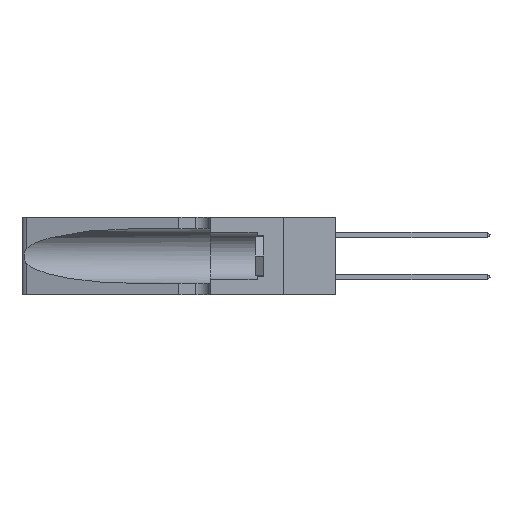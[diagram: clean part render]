
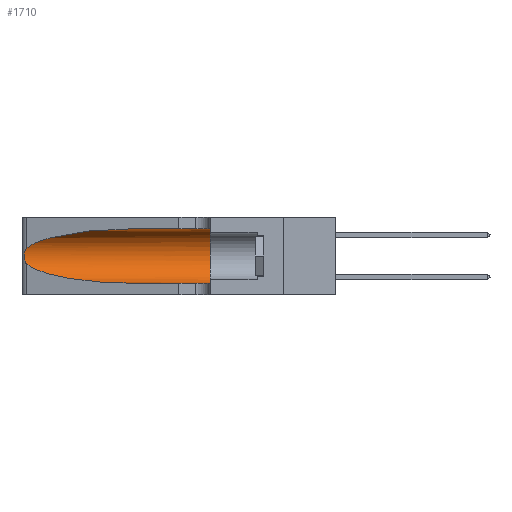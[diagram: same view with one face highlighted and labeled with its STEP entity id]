
A CAD part, left-side view. The second image highlights one B-rep face of the part: STEP entity #1710.
In plain terms, the highlighted cylindrical face has radius 3.308 mm (diameter 6.617 mm), a partial arc.
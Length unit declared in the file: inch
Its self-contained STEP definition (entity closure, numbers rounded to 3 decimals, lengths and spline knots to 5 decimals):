
#111 = VERTEX_POINT ( 'NONE', #1375 ) ;
#617 = LINE ( 'NONE', #7415, #34982 ) ;
#1106 = EDGE_CURVE ( 'NONE', #111, #5162, #20842, .T. ) ;
#1375 = CARTESIAN_POINT ( 'NONE',  ( 0.1305, 0.35, 0.31525 ) ) ;
#1591 = CARTESIAN_POINT ( 'NONE',  ( 0.25487, 1.22718, 0.14631 ) ) ;
#1710 = ADVANCED_FACE ( 'NONE', ( #2784 ), #1900, .F. ) ;
#1900 = CYLINDRICAL_SURFACE ( 'NONE', #7283, 0.13025 ) ;
#2293 = VECTOR ( 'NONE', #11657, 39.37008 ) ;
#2759 = DIRECTION ( 'NONE',  ( 0., 0., -1. ) ) ;
#2784 = FACE_OUTER_BOUND ( 'NONE', #14300, .T. ) ;
#3471 = ORIENTED_EDGE ( 'NONE', *, *, #12390, .F. ) ;
#4317 = CARTESIAN_POINT ( 'NONE',  ( 0.25639, 1.23184, 0.21858 ) ) ;
#4428 = ORIENTED_EDGE ( 'NONE', *, *, #1106, .F. ) ;
#5129 = ORIENTED_EDGE ( 'NONE', *, *, #22258, .T. ) ;
#5162 = VERTEX_POINT ( 'NONE', #13625 ) ;
#6170 = EDGE_CURVE ( 'NONE', #23692, #5162, #16945, .T. ) ;
#7116 = CARTESIAN_POINT ( 'NONE',  ( 0.25854, 1.2359, 0.20912 ) ) ;
#7283 = AXIS2_PLACEMENT_3D ( 'NONE', #34694, #19207, #2759 ) ;
#7415 = CARTESIAN_POINT ( 'NONE',  ( 0.1305, 1.61858, 0.31525 ) ) ;
#7491 = CARTESIAN_POINT ( 'NONE',  ( 0.25487, 1.22718, 0.14631 ) ) ;
#8372 = CARTESIAN_POINT ( 'NONE',  ( 0.25487, 1.22718, 0.22369 ) ) ;
#9804 = CARTESIAN_POINT ( 'NONE',  ( 0.25555, 1.22994, 0.2215 ) ) ;
#9931 = CARTESIAN_POINT ( 'NONE',  ( 0.26075, 1.23896, 0.19203 ) ) ;
#10304 = CARTESIAN_POINT ( 'NONE',  ( 0.1305, 0.72297, 0.05475 ) ) ;
#11097 = CARTESIAN_POINT ( 'NONE',  ( 0.1305, 0.35, 0.185 ) ) ;
#11657 = DIRECTION ( 'NONE',  ( 0., -1., 0. ) ) ;
#12355 = EDGE_CURVE ( 'NONE', #29270, #24693, #23160, .T. ) ;
#12390 = EDGE_CURVE ( 'NONE', #29270, #111, #617, .T. ) ;
#12657 = CARTESIAN_POINT ( 'NONE',  ( 0.26017, 1.23833, 0.17102 ) ) ;
#12837 = CARTESIAN_POINT ( 'NONE',  ( 0.25487, 1.22718, 0.22369 ) ) ;
#12909 = CARTESIAN_POINT ( 'NONE',  ( 0.2373, 1.15595, 0.08982 ) ) ;
#13625 = CARTESIAN_POINT ( 'NONE',  ( 0.1305, 0.35, 0.05475 ) ) ;
#13796 = DIRECTION ( 'NONE',  ( 0., 0., 1. ) ) ;
#14300 = EDGE_LOOP ( 'NONE', ( #30360, #27027, #5129, #26455, #4428, #3471 ) ) ;
#14303 =( BOUNDED_CURVE ( )  B_SPLINE_CURVE ( 3, ( #7491, #12909, #26295, #10304 ),
 .UNSPECIFIED., .F., .T. ) 
 B_SPLINE_CURVE_WITH_KNOTS ( ( 4, 4 ),
 ( 3.44316, 4.71239 ),
 .UNSPECIFIED. ) 
 CURVE ( )  GEOMETRIC_REPRESENTATION_ITEM ( )  RATIONAL_B_SPLINE_CURVE ( ( 1., 0.87, 0.87, 1. ) ) 
 REPRESENTATION_ITEM ( '' )  );
#15351 = CARTESIAN_POINT ( 'NONE',  ( 0.25789, 1.23486, 0.15765 ) ) ;
#16945 = LINE ( 'NONE', #27751, #2293 ) ;
#18084 = CARTESIAN_POINT ( 'NONE',  ( 0.25555, 1.22993, 0.14849 ) ) ;
#18153 = CARTESIAN_POINT ( 'NONE',  ( 0.2373, 1.15595, 0.28018 ) ) ;
#19207 = DIRECTION ( 'NONE',  ( 0., -1., 0. ) ) ;
#20842 = CIRCLE ( 'NONE', #21376, 0.13025 ) ;
#20966 = DIRECTION ( 'NONE',  ( 0., -1., 0. ) ) ;
#21376 = AXIS2_PLACEMENT_3D ( 'NONE', #11097, #29854, #13796 ) ;
#22258 = EDGE_CURVE ( 'NONE', #34545, #23692, #14303, .T. ) ;
#22857 = CARTESIAN_POINT ( 'NONE',  ( 0.1305, 0.72297, 0.31525 ) ) ;
#23160 =( BOUNDED_CURVE ( )  B_SPLINE_CURVE ( 3, ( #28898, #23541, #18153, #12837 ),
 .UNSPECIFIED., .F., .T. ) 
 B_SPLINE_CURVE_WITH_KNOTS ( ( 4, 4 ),
 ( 1.5708, 2.84003 ),
 .UNSPECIFIED. ) 
 CURVE ( )  GEOMETRIC_REPRESENTATION_ITEM ( )  RATIONAL_B_SPLINE_CURVE ( ( 1., 0.87, 0.87, 1. ) ) 
 REPRESENTATION_ITEM ( '' )  );
#23361 = CARTESIAN_POINT ( 'NONE',  ( 0.25787, 1.23484, 0.2124 ) ) ;
#23541 = CARTESIAN_POINT ( 'NONE',  ( 0.18966, 0.96281, 0.31525 ) ) ;
#23692 = VERTEX_POINT ( 'NONE', #32119 ) ;
#24693 = VERTEX_POINT ( 'NONE', #8372 ) ;
#26055 = CARTESIAN_POINT ( 'NONE',  ( 0.26018, 1.23835, 0.19895 ) ) ;
#26295 = CARTESIAN_POINT ( 'NONE',  ( 0.18966, 0.96281, 0.05475 ) ) ;
#26455 = ORIENTED_EDGE ( 'NONE', *, *, #6170, .T. ) ;
#27027 = ORIENTED_EDGE ( 'NONE', *, *, #33236, .T. ) ;
#27751 = CARTESIAN_POINT ( 'NONE',  ( 0.1305, 1.61858, 0.05475 ) ) ;
#28715 = CARTESIAN_POINT ( 'NONE',  ( 0.26075, 1.23896, 0.178 ) ) ;
#28892 = CARTESIAN_POINT ( 'NONE',  ( 0.25487, 1.22718, 0.14631 ) ) ;
#28898 = CARTESIAN_POINT ( 'NONE',  ( 0.1305, 0.72297, 0.31525 ) ) ;
#29270 = VERTEX_POINT ( 'NONE', #22857 ) ;
#29854 = DIRECTION ( 'NONE',  ( 0., 1., 0. ) ) ;
#30360 = ORIENTED_EDGE ( 'NONE', *, *, #12355, .T. ) ;
#30405 = B_SPLINE_CURVE_WITH_KNOTS ( 'NONE', 3,
 ( #33939, #9804, #4317, #23361, #7116, #26055, #9931, #28715, #12657, #31384, #15351, #34057, #18084, #1591 ),
 .UNSPECIFIED., .F., .F.,
 ( 4, 2, 2, 2, 2, 2, 4 ),
 ( 0., 0.00027, 0.00053, 0.00107, 0.0016, 0.00187, 0.00214 ),
 .UNSPECIFIED. ) ;
#31384 = CARTESIAN_POINT ( 'NONE',  ( 0.25856, 1.23593, 0.16098 ) ) ;
#32119 = CARTESIAN_POINT ( 'NONE',  ( 0.1305, 0.72297, 0.05475 ) ) ;
#33236 = EDGE_CURVE ( 'NONE', #24693, #34545, #30405, .T. ) ;
#33939 = CARTESIAN_POINT ( 'NONE',  ( 0.25487, 1.22718, 0.22369 ) ) ;
#34057 = CARTESIAN_POINT ( 'NONE',  ( 0.25639, 1.23186, 0.15144 ) ) ;
#34545 = VERTEX_POINT ( 'NONE', #28892 ) ;
#34694 = CARTESIAN_POINT ( 'NONE',  ( 0.1305, 1.61858, 0.185 ) ) ;
#34982 = VECTOR ( 'NONE', #20966, 39.37008 ) ;
